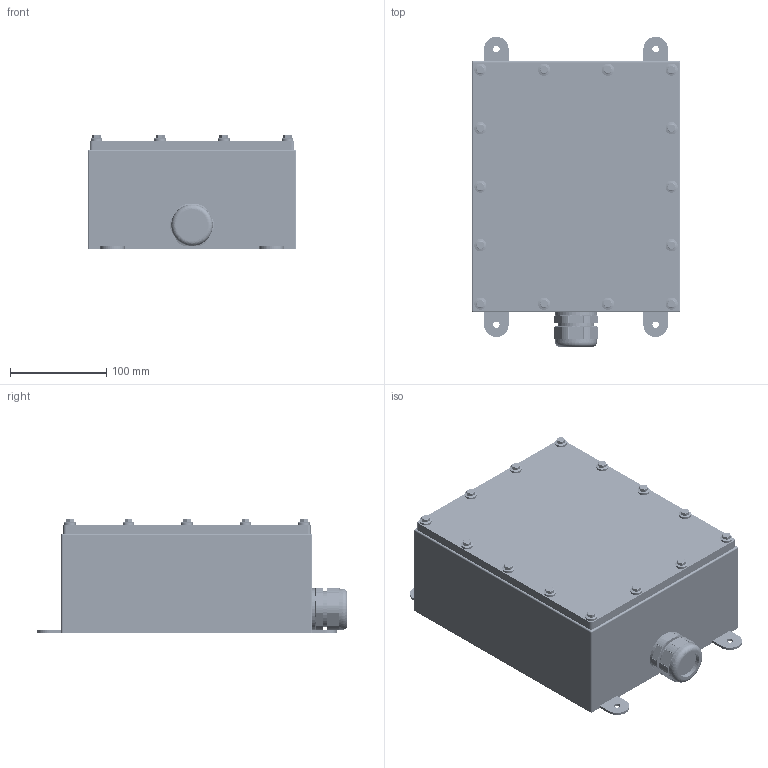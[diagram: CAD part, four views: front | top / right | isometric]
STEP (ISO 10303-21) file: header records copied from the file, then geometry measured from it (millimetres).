
FILE_DESCRIPTION (( 'STEP AP203' ), '1' );
FILE_NAME ('SL-AB.STEP', '2022-08-02T12:06:45', ( '' ), ( '' ), 'SwSTEP 2.0', 'SolidWorks 2021', '' );
FILE_SCHEMA (( 'CONFIG_CONTROL_DESIGN' ));
Length unit declared in the file: inch
Products named in the file (26): 94639A447_94639A447; PG29-B01; 94639A453_94639A453; PG29-N03; 400147; 800054; PG29-S01; PG29-I01; 400102; 201435; 94639A455_94639A455; 94639A458_94639A458; 201436; 92196A192_92196A192; 201437; SP-M5-2; 93625A200; OL66; 201022; 800005; 500122; PG29-01-01-01-03; 98863A537_98863A537; SL-AB; 800004; 94639A452_94639A452
Assembly tree (81 placements, depth 3):
  SL-AB
    201436
      201435
      SP-M5-2  x14
      800054  x4
      98863A537_98863A537  x3
    201022
    201437
    400147
    500122
    PG29-01-01-01-03
      PG29-B01
      PG29-I01
      PG29-S01
      PG29-N03
    800004  x14
      800005
      400102
    93625A200  x7
    94639A452_94639A452  x4
    94639A458_94639A458  x7
    94639A455_94639A455  x4
    94639A453_94639A453  x3
    94639A447_94639A447  x3
    92196A192_92196A192  x4
    OL66
Bounding box: 215.9 x 321.75 x 118.1 mm (x, y, z)
Volume: 889762.8 mm3; surface area: 755880 mm2
Topology: 98 solids, 147 shells, 6294 faces, 17293 edges, 11306 vertices
Faces by surface type: cylinder 3209, plane 2071, cone 844, bspline 82, torus 52, sphere 36
Entity records: 96231 total; most frequent: CARTESIAN_POINT 41753, ORIENTED_EDGE 10422, DIRECTION 10271, EDGE_CURVE 5788, AXIS2_PLACEMENT_3D 3906, VERTEX_POINT 3861, LINE 2459, VECTOR 2459
